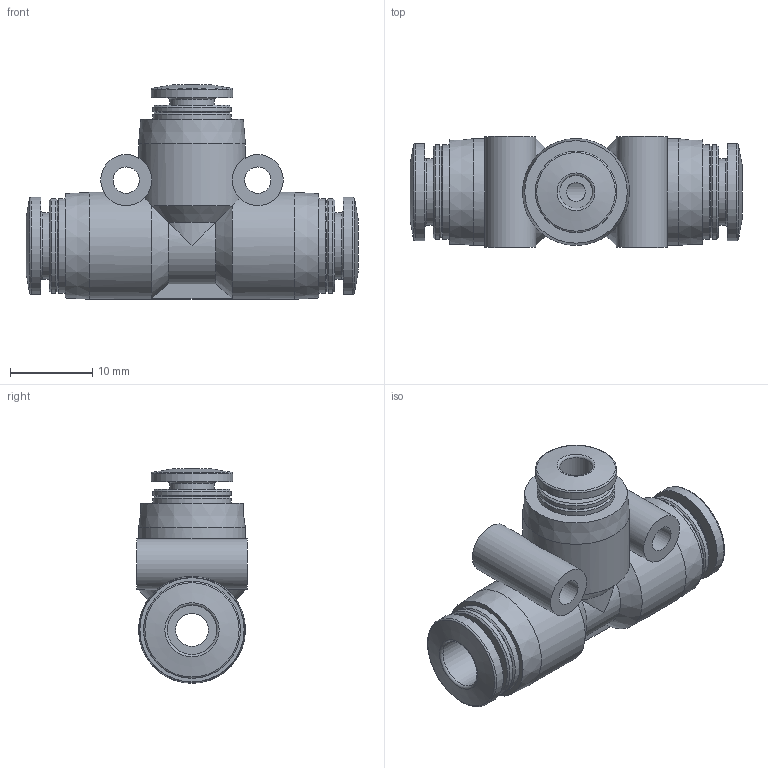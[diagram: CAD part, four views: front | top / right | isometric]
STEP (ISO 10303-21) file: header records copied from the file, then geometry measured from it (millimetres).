
FILE_DESCRIPTION(/* description */ ('STEP AP214'),/* implementation_level */ '2;1');
FILE_NAME(/* name */ '133115_NPQP-T-Q6-Q4-FD-P10',/* time_stamp */ '2024-09-13T07:42:24+02:00',/* author */ ('License CC BY-ND 4.0'),/* organization */ ('CADENAS'),/* preprocessor_version */ 'ST-DEVELOPER v19.3',/* originating_system */ 'PARTsolutions',/* authorisation */ ' ');
FILE_SCHEMA (('AUTOMOTIVE_DESIGN {1 0 10303 214 3 1 1}'));
Length unit declared in the file: millimetre
Products named in the file (1): 133115 NPQP-T-Q6-Q4-FD-P10
Bounding box: 40.4 x 13.5 x 26.1 mm (x, y, z)
Volume: 5377.3 mm3; surface area: 4146.9 mm2
Topology: 1 solids, 1 shells, 75 faces, 155 edges, 94 vertices
Faces by surface type: cylinder 27, cone 21, plane 18, torus 9
Full cylindrical faces by diameter (mm): 2.3 x1, 3.2 x2, 4 x2, 5.4 x1, 6 x2, 6.2 x2, 8.1 x2, 9.5 x2, 9.9 x1, 11.5 x4, 11.8 x2, 13 x2
Entity records: 1869 total; most frequent: CARTESIAN_POINT 398, DIRECTION 320, ORIENTED_EDGE 214, AXIS2_PLACEMENT_3D 158, EDGE_LOOP 142, FACE_BOUND 142, EDGE_CURVE 107, VERTEX_POINT 93
